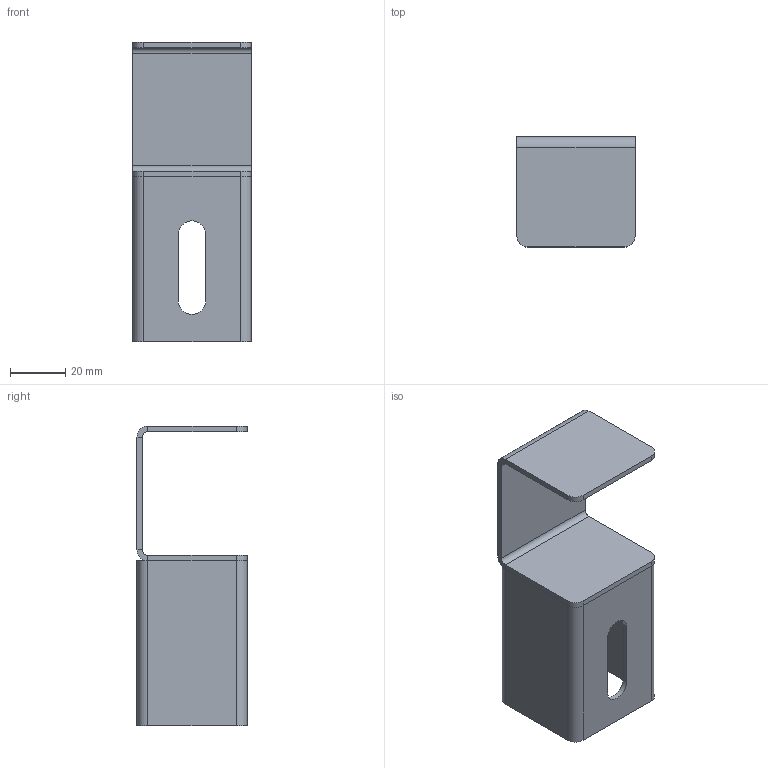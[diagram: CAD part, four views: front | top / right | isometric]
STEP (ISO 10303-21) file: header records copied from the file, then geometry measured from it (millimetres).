
FILE_DESCRIPTION((''),'2;1');
FILE_NAME('86223.stp','2023-09-26T11:58:39',('arma01'),(''),'Autodesk Inventor 2013','Autodesk Inventor 2013','');
FILE_SCHEMA(('AUTOMOTIVE_DESIGN { 1 0 10303 214 1 1 1 1 }'));
Length unit declared in the file: millimetre
Products named in the file (3): 86223; 68223- I; 86223- II
Assembly tree (2 placements, depth 2):
  86223
    68223- I
    86223- II
Bounding box: 43 x 40 x 109 mm (x, y, z)
Volume: 24725.9 mm3; surface area: 26268.1 mm2
Topology: 2 solids, 2 shells, 68 faces, 144 edges, 80 vertices
Faces by surface type: plane 50, cylinder 18
Entity records: 1846 total; most frequent: DIRECTION 326, CARTESIAN_POINT 297, ORIENTED_EDGE 288, EDGE_CURVE 144, AXIS2_PLACEMENT_3D 109, VECTOR 108, LINE 108, VERTEX_POINT 80
